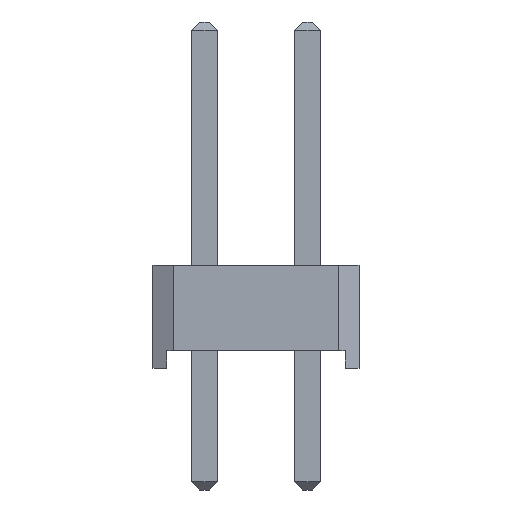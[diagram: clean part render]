
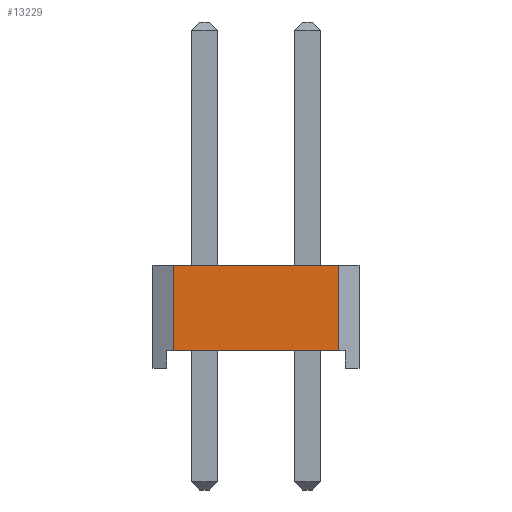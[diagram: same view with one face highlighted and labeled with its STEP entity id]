
A CAD part, front view. The second image highlights one B-rep face of the part: STEP entity #13229.
In plain terms, the highlighted face is planar.
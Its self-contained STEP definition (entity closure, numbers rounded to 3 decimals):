
#508=ORIENTED_EDGE('',*,*,#3040,.T.);
#509=ORIENTED_EDGE('',*,*,#2868,.T.);
#510=ORIENTED_EDGE('',*,*,#3041,.F.);
#511=ORIENTED_EDGE('',*,*,#2955,.F.);
#2868=EDGE_CURVE('',#4194,#4195,#5014,.T.);
#2955=EDGE_CURVE('',#4220,#4221,#5101,.T.);
#3040=EDGE_CURVE('',#4220,#4194,#5186,.T.);
#3041=EDGE_CURVE('',#4221,#4195,#5187,.T.);
#4194=VERTEX_POINT('',#17129);
#4195=VERTEX_POINT('',#17130);
#4220=VERTEX_POINT('',#17265);
#4221=VERTEX_POINT('',#17267);
#5014=LINE('',#17128,#6340);
#5101=LINE('',#17266,#6427);
#5186=LINE('',#17401,#6512);
#5187=LINE('',#17402,#6513);
#6340=VECTOR('',#14544,1000.);
#6427=VECTOR('',#14679,1000.);
#6512=VECTOR('',#14814,1000.);
#6513=VECTOR('',#14815,1000.);
#7571=EDGE_LOOP('',(#508,#509,#510,#511));
#8175=FACE_BOUND('',#7571,.T.);
#8779=PLANE('',#13792);
#13229=ADVANCED_FACE('',(#8175),#8779,.F.);
#13792=AXIS2_PLACEMENT_3D('',#17400,#14812,#14813);
#14544=DIRECTION('',(0.,1.,0.));
#14679=DIRECTION('',(0.,1.,0.));
#14812=DIRECTION('',(-1.,0.,0.));
#14813=DIRECTION('',(0.,0.,1.));
#14814=DIRECTION('',(0.,0.,-1.));
#14815=DIRECTION('',(0.,0.,-1.));
#17128=CARTESIAN_POINT('',(15.24,0.,-3.31));
#17129=CARTESIAN_POINT('',(15.24,-0.832,-3.31));
#17130=CARTESIAN_POINT('',(15.24,1.27,-3.31));
#17265=CARTESIAN_POINT('',(15.24,-0.832,0.77));
#17266=CARTESIAN_POINT('',(15.24,0.,0.77));
#17267=CARTESIAN_POINT('',(15.24,1.27,0.77));
#17400=CARTESIAN_POINT('',(15.24,0.,0.));
#17401=CARTESIAN_POINT('',(15.24,-0.832,0.93));
#17402=CARTESIAN_POINT('',(15.24,1.27,1.27));
